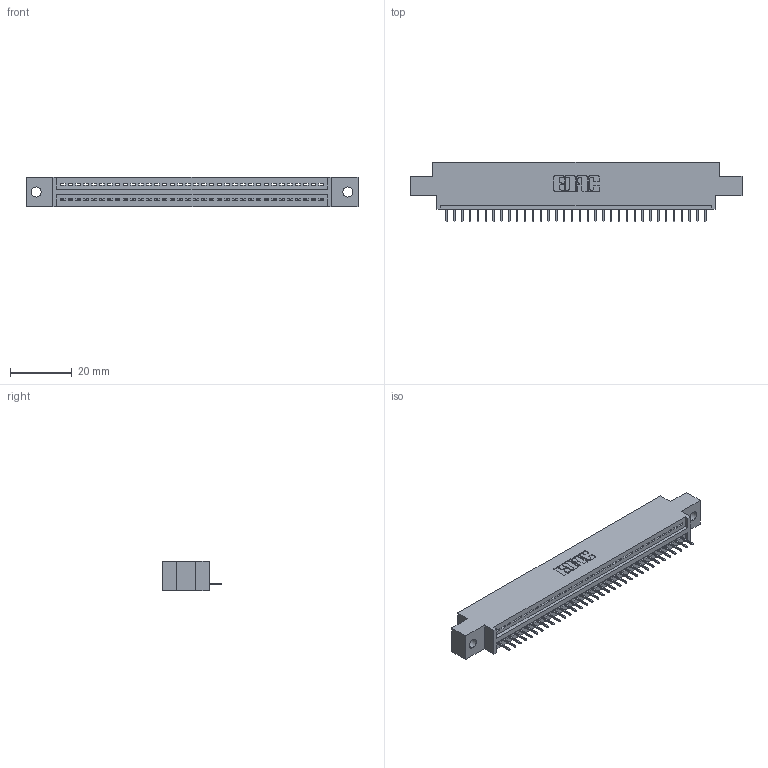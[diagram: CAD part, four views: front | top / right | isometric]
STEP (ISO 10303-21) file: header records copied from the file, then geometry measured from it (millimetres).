
FILE_DESCRIPTION (( 'STEP AP203' ), '1' );
FILE_NAME ('395-034-524-602.STEP', '2018-11-13T06:43:24', ( '' ), ( '' ), 'SwSTEP 2.0', 'SolidWorks 2016', '' );
FILE_SCHEMA (( 'CONFIG_CONTROL_DESIGN' ));
Length unit declared in the file: inch
Products named in the file (3): 345 Part_0.170 Offset - 0.128 Dia; 345-292-001_345-293-124; 395-034-524-602
Assembly tree (35 placements, depth 2):
  395-034-524-602
    345 Part_0.170 Offset - 0.128 Dia
    345-292-001_345-293-124  x34
Bounding box: 107.57 x 19.35 x 9.4 mm (x, y, z)
Volume: 9867.1 mm3; surface area: 12429.4 mm2
Topology: 35 solids, 35 shells, 2238 faces, 6473 edges, 4178 vertices
Faces by surface type: plane 1648, cylinder 590
Entity records: 26875 total; most frequent: CARTESIAN_POINT 4662, ORIENTED_EDGE 4630, DIRECTION 4083, EDGE_CURVE 2315, VECTOR 2051, LINE 2051, VERTEX_POINT 1538, AXIS2_PLACEMENT_3D 1016
